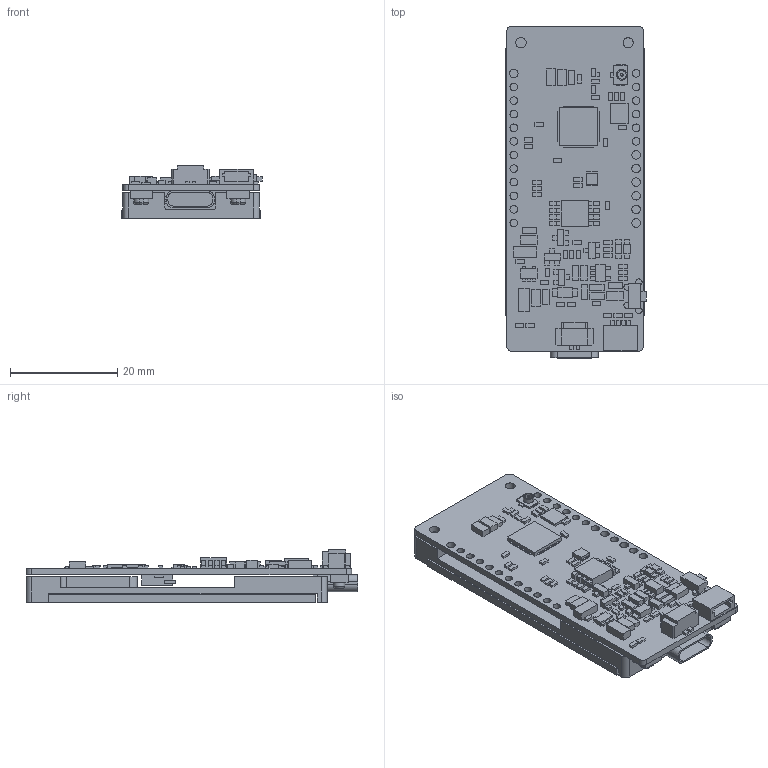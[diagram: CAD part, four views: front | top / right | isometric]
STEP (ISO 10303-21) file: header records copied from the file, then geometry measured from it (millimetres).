
FILE_DESCRIPTION((''),'2;1');
FILE_NAME('S3-SHELL-0926_ASM','2023-11-23T10:10:03',('HR'),(''),'CREO PARAMETRIC BY PTC INC, 2019010','CREO PARAMETRIC BY PTC INC, 2019010','');
FILE_SCHEMA(('AUTOMOTIVE_DESIGN { 1 0 10303 214 1 1 1 1 }'));
Length unit declared in the file: millimetre
Products named in the file (4): T_DISPLAY_S3; LCD-NFP190B; K20430001; S3-SHELL-0926_ASM
Assembly tree (3 placements, depth 2):
  S3-SHELL-0926_ASM
    T_DISPLAY_S3
    LCD-NFP190B
    K20430001
Bounding box: 26.31 x 61.98 x 9.88 mm (x, y, z)
Volume: 7261.6 mm3; surface area: 10937.1 mm2
Topology: 3 solids, 3 shells, 864 faces, 2317 edges, 1545 vertices
Faces by surface type: plane 754, cylinder 106, torus 4
Entity records: 27649 total; most frequent: CARTESIAN_POINT 4748, ORIENTED_EDGE 4634, DIRECTION 4292, EDGE_CURVE 2317, VECTOR 2080, LINE 2080, VERTEX_POINT 1545, AXIS2_PLACEMENT_3D 1106
